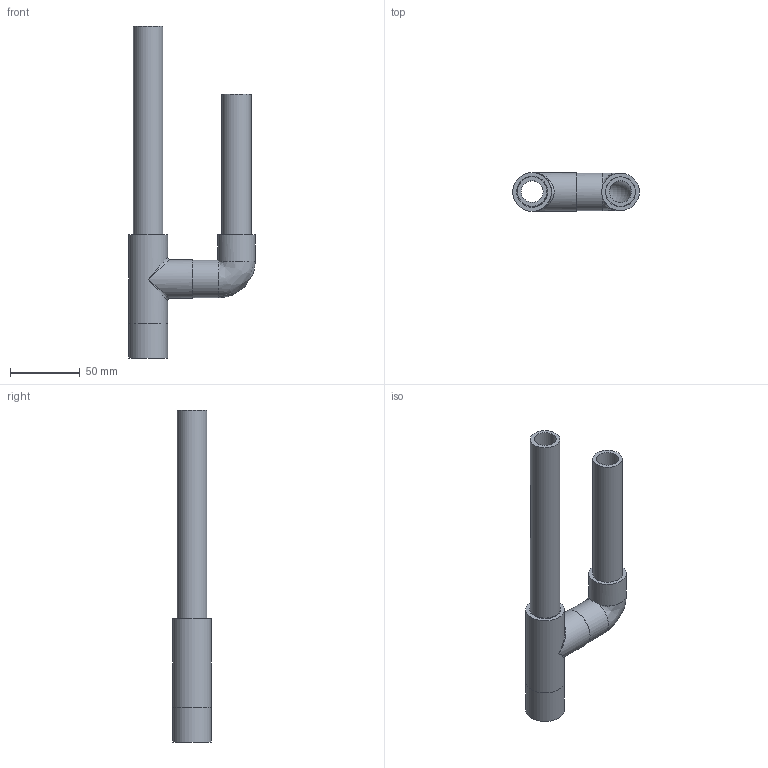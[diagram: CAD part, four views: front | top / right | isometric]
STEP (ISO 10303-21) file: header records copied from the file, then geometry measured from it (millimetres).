
FILE_DESCRIPTION(/* description */ (''),/* implementation_level */ '2;1');
FILE_NAME(/* name */ 'Coral.step',/* time_stamp */ '2024-01-29T13:30:12-05:00',/* author */ (''),/* organization */ (''),/* preprocessor_version */ 'ST-DEVELOPER v20',/* originating_system */ 'Autodesk Translation Framework v12.14.0.127',/* authorisation */ '');
FILE_SCHEMA (('AUTOMOTIVE_DESIGN { 1 0 10303 214 3 1 1 }'));
Length unit declared in the file: millimetre
Products named in the file (3): Coral; 9161K21_Clear PVC Pipe Fitting for Water; 4880K41_Standard-Wall PVC Pipe Fitting for Water (1)
Assembly tree (2 placements, depth 2):
  Coral
    9161K21_Clear PVC Pipe Fitting for Water
    4880K41_Standard-Wall PVC Pipe Fitting for Water (1)
Bounding box: 90.94 x 27.89 x 238.5 mm (x, y, z)
Volume: 85189.2 mm3; surface area: 58327.7 mm2
Topology: 4 solids, 4 shells, 43 faces, 94 edges, 57 vertices
Faces by surface type: plane 16, cylinder 12, torus 7, cone 5, bspline 3
Full cylindrical faces by diameter (mm): 15.799 x2, 19.914 x1, 19.939 x1, 21.234 x2, 22.394 x1, 26.988 x2, 27.889 x3
Entity records: 2081 total; most frequent: CARTESIAN_POINT 1029, DIRECTION 223, ORIENTED_EDGE 176, AXIS2_PLACEMENT_3D 101, EDGE_CURVE 88, EDGE_LOOP 57, VERTEX_POINT 57, CIRCLE 54
